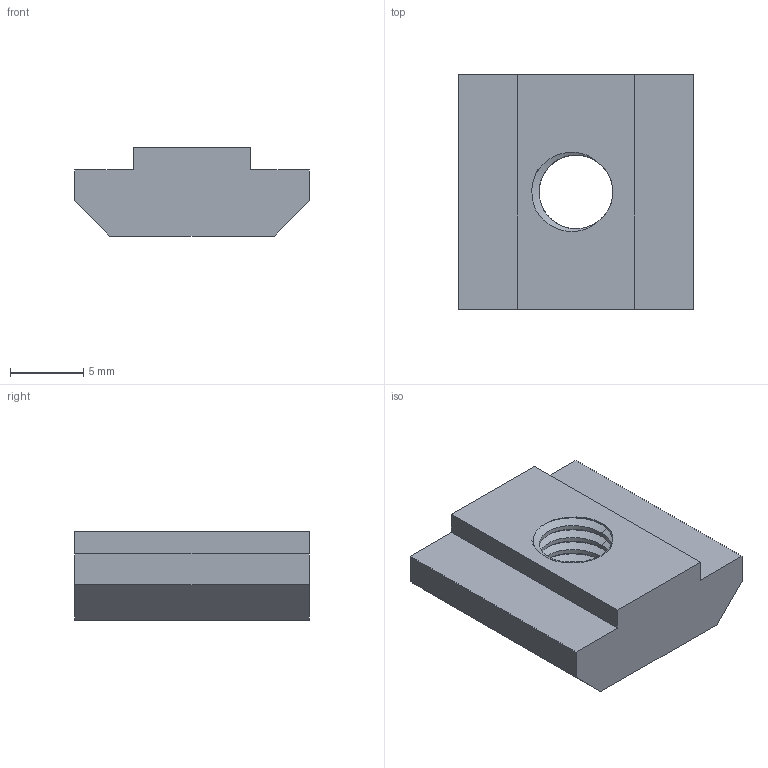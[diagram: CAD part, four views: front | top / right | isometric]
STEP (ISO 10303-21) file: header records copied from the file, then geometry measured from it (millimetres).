
FILE_DESCRIPTION(('FreeCAD Model'),'2;1');
FILE_NAME('Open CASCADE Shape Model','2022-07-10T22:37:39',(''),(''), 'Open CASCADE STEP processor 7.5','FreeCAD','Unknown');
FILE_SCHEMA(('AUTOMOTIVE_DESIGN { 1 0 10303 214 1 1 1 1 }'));
Length unit declared in the file: millimetre
Products named in the file (2): Square nut; Nut
Assembly tree (1 placements, depth 2):
  Square nut
    Nut
Bounding box: 16 x 16 x 6 mm (x, y, z)
Volume: 1111.7 mm3; surface area: 931.6 mm2
Topology: 1 solids, 1 shells, 41 faces, 93 edges, 54 vertices
Faces by surface type: bspline 21, plane 12, cylinder 8
Full cylindrical faces by diameter (mm): 5.026 x6
Entity records: 7123 total; most frequent: CARTESIAN_POINT 5570, ORIENTED_EDGE 186, PCURVE 186, DEFINITIONAL_REPRESENTATION 186, B_SPLINE_CURVE_WITH_KNOTS 174, DIRECTION 149, LINE 97, VECTOR 97
